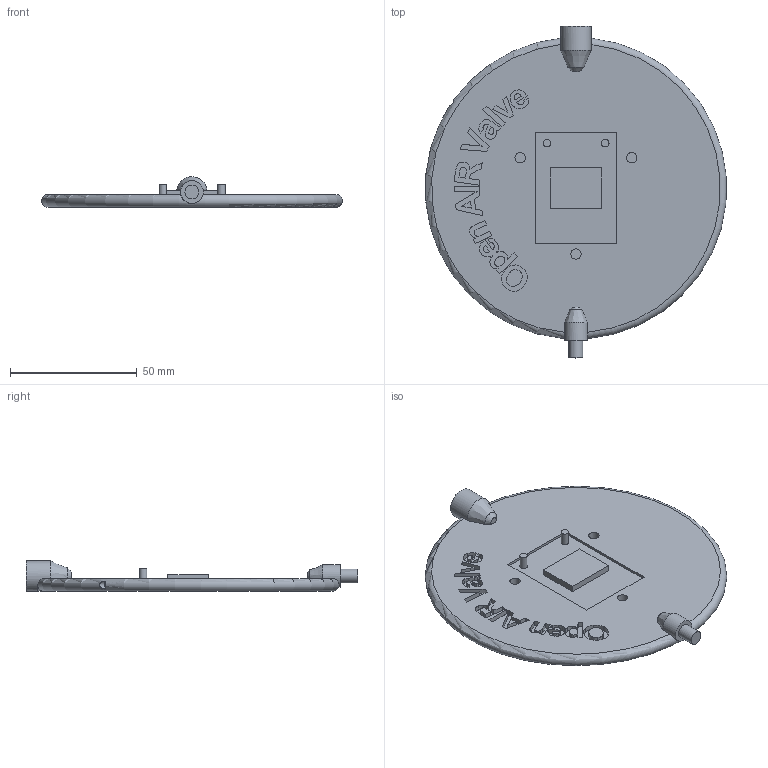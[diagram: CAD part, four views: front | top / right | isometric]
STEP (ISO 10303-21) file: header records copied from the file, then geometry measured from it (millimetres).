
FILE_DESCRIPTION(/* description */ (''),/* implementation_level */ '2;1');
FILE_NAME(/* name */ 'Open_AIR_Valve_Disc_A.step',/* time_stamp */ '2024-04-27T11:14:07+02:00',/* author */ (''),/* organization */ (''),/* preprocessor_version */ 'ST-DEVELOPER v20',/* originating_system */ 'Autodesk Translation Framework v12.20.1.177',/* authorisation */ '');
FILE_SCHEMA (('AUTOMOTIVE_DESIGN { 1 0 10303 214 3 1 1 }'));
Length unit declared in the file: millimetre
Products named in the file (1): FusionComponent
Bounding box: 118.63 x 131 x 12 mm (x, y, z)
Volume: 54711 mm3; surface area: 25729.4 mm2
Topology: 1 solids, 1 shells, 256 faces, 685 edges, 456 vertices
Faces by surface type: bspline 128, plane 115, cylinder 10, cone 2, torus 1
Full cylindrical faces by diameter (mm): 3 x3, 4.1 x3, 5.5 x1, 6 x1, 9 x1, 12 x1
Entity records: 9400 total; most frequent: CARTESIAN_POINT 3866, ORIENTED_EDGE 1366, DIRECTION 696, EDGE_CURVE 683, VERTEX_POINT 456, LINE 382, VECTOR 382, EDGE_LOOP 283
